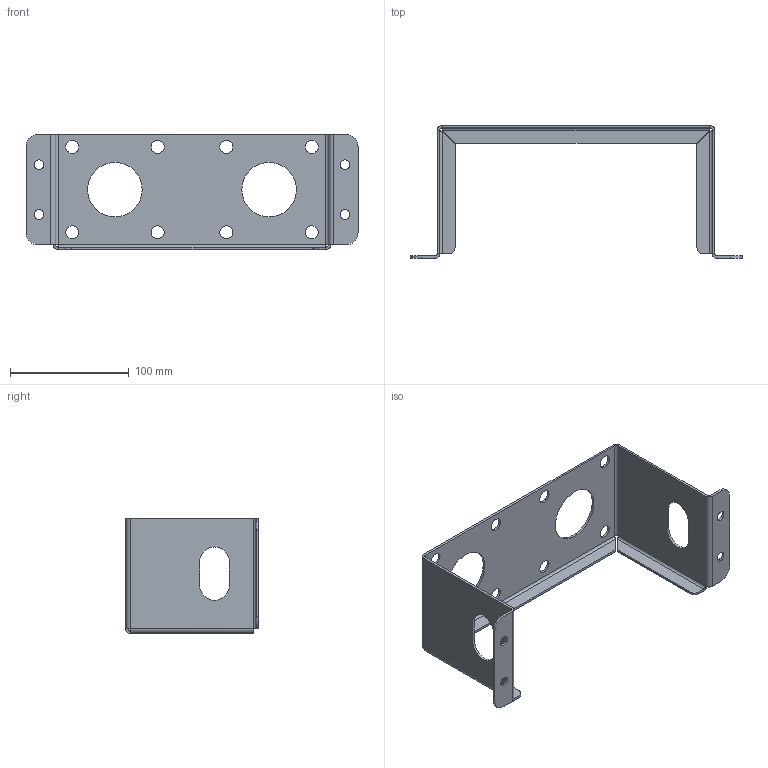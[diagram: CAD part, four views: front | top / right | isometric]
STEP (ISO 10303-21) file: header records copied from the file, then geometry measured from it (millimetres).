
FILE_DESCRIPTION (( 'STEP AP214' ), '1' );
FILE_NAME ('P12-D013-01.STEP', '2025-05-29T08:30:44', ( '' ), ( '' ), 'SwSTEP 2.0', 'SolidWorks 2016', '' );
FILE_SCHEMA (( 'AUTOMOTIVE_DESIGN' ));
Length unit declared in the file: millimetre
Products named in the file (1): P12-D013-01
Bounding box: 280 x 112 x 97 mm (x, y, z)
Volume: 92373.6 mm3; surface area: 96625 mm2
Topology: 1 solids, 1 shells, 104 faces, 250 edges, 148 vertices
Faces by surface type: cylinder 52, plane 48, bspline 4
Entity records: 3336 total; most frequent: CARTESIAN_POINT 787, DIRECTION 540, ORIENTED_EDGE 500, EDGE_CURVE 250, AXIS2_PLACEMENT_3D 197, VERTEX_POINT 148, LINE 146, VECTOR 146
